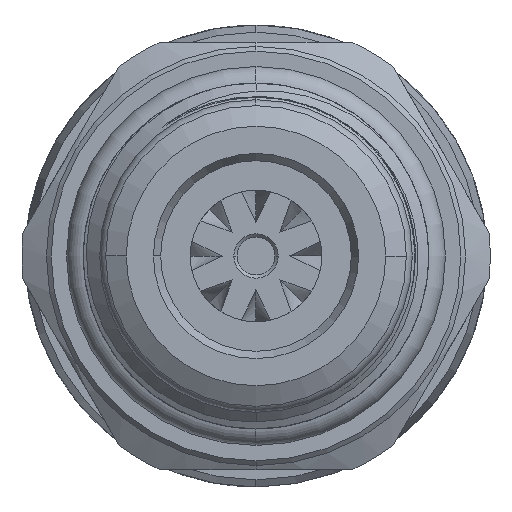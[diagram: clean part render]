
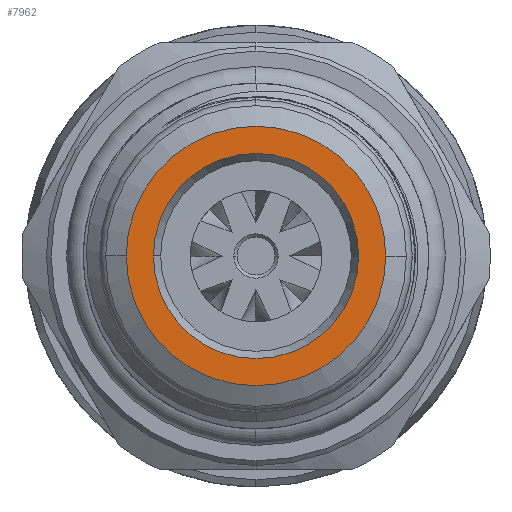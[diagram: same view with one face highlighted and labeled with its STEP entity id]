
A CAD part, left-side view. The second image highlights one B-rep face of the part: STEP entity #7962.
In plain terms, the highlighted planar face has unit normal (-1, 0, 0).
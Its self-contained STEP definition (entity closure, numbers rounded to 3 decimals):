
#459 = ORIENTED_EDGE ( 'NONE', *, *, #11120, .F. ) ;
#564 = ORIENTED_EDGE ( 'NONE', *, *, #11124, .T. ) ;
#665 = ORIENTED_EDGE ( 'NONE', *, *, #11011, .F. ) ;
#3249 = CARTESIAN_POINT ( 'NONE',  ( -41.4, -8.201, 0. ) ) ;
#3728 = CIRCLE ( 'NONE', #15382, 8.201 ) ;
#3739 = CIRCLE ( 'NONE', #15381, 6.487 ) ;
#3839 = FACE_BOUND ( 'NONE', #16060, .T. ) ;
#3842 = FACE_OUTER_BOUND ( 'NONE', #16157, .T. ) ;
#3946 = CIRCLE ( 'NONE', #15437, 8.201 ) ;
#3949 = CIRCLE ( 'NONE', #15435, 6.487 ) ;
#5470 = DIRECTION ( 'NONE',  ( 0., -1., 0. ) ) ;
#5472 = DIRECTION ( 'NONE',  ( 1., 0., 0. ) ) ;
#5474 = CARTESIAN_POINT ( 'NONE',  ( -41.4, 0., 0. ) ) ;
#5491 = DIRECTION ( 'NONE',  ( 0., -1., 0. ) ) ;
#5493 = DIRECTION ( 'NONE',  ( 1., 0., 0. ) ) ;
#5495 = CARTESIAN_POINT ( 'NONE',  ( -41.4, 0., 0. ) ) ;
#6242 = VERTEX_POINT ( 'NONE', #17184 ) ;
#6311 = VERTEX_POINT ( 'NONE', #17186 ) ;
#6328 = VERTEX_POINT ( 'NONE', #17232 ) ;
#7308 = DIRECTION ( 'NONE',  ( 1., 0., 0. ) ) ;
#7309 = DIRECTION ( 'NONE',  ( 0., -1., 0. ) ) ;
#7313 = CARTESIAN_POINT ( 'NONE',  ( -41.4, 0., 0. ) ) ;
#7314 = DIRECTION ( 'NONE',  ( 1., 0., 0. ) ) ;
#7315 = DIRECTION ( 'NONE',  ( 0., -1., 0. ) ) ;
#7354 = CARTESIAN_POINT ( 'NONE',  ( -41.4, 0., 0. ) ) ;
#7962 = ADVANCED_FACE ( 'NONE', ( #3842, #3839 ), #9582, .F. ) ;
#9577 = DIRECTION ( 'NONE',  ( 0., -1., 0. ) ) ;
#9579 = DIRECTION ( 'NONE',  ( 1., 0., 0. ) ) ;
#9582 = PLANE ( 'NONE',  #15483 ) ;
#9587 = CARTESIAN_POINT ( 'NONE',  ( -41.4, 0., -8.201 ) ) ;
#9897 = ORIENTED_EDGE ( 'NONE', *, *, #11013, .T. ) ;
#11011 = EDGE_CURVE ( 'NONE', #6328, #13105, #3946, .T. ) ;
#11013 = EDGE_CURVE ( 'NONE', #6311, #6242, #3949, .T. ) ;
#11120 = EDGE_CURVE ( 'NONE', #13105, #6328, #3728, .T. ) ;
#11124 = EDGE_CURVE ( 'NONE', #6242, #6311, #3739, .T. ) ;
#13105 = VERTEX_POINT ( 'NONE', #3249 ) ;
#15381 = AXIS2_PLACEMENT_3D ( 'NONE', #5474, #5472, #5470 ) ;
#15382 = AXIS2_PLACEMENT_3D ( 'NONE', #5495, #5493, #5491 ) ;
#15435 = AXIS2_PLACEMENT_3D ( 'NONE', #7313, #7314, #7315 ) ;
#15437 = AXIS2_PLACEMENT_3D ( 'NONE', #7354, #7308, #7309 ) ;
#15483 = AXIS2_PLACEMENT_3D ( 'NONE', #9587, #9579, #9577 ) ;
#16060 = EDGE_LOOP ( 'NONE', ( #564, #9897 ) ) ;
#16157 = EDGE_LOOP ( 'NONE', ( #459, #665 ) ) ;
#17184 = CARTESIAN_POINT ( 'NONE',  ( -41.4, 6.487, 0. ) ) ;
#17186 = CARTESIAN_POINT ( 'NONE',  ( -41.4, -6.487, 0. ) ) ;
#17232 = CARTESIAN_POINT ( 'NONE',  ( -41.4, 8.201, 0. ) ) ;
